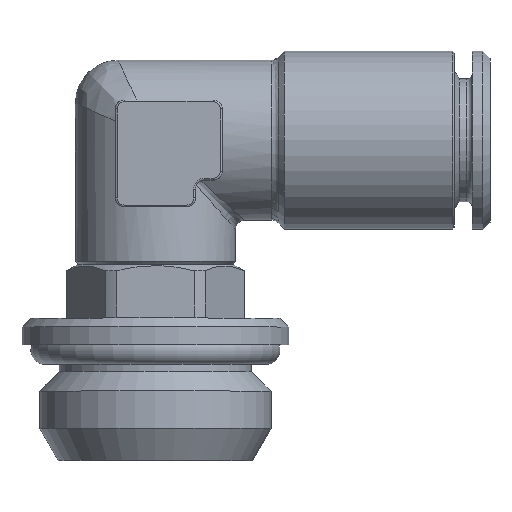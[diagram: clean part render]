
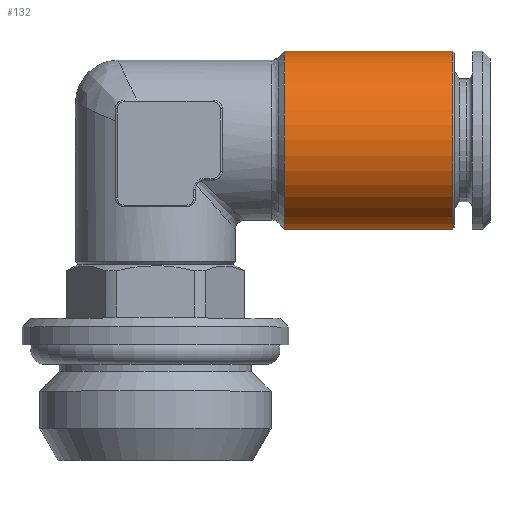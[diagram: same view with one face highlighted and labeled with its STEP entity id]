
A CAD part, top view. The second image highlights one B-rep face of the part: STEP entity #132.
In plain terms, the highlighted cylindrical face has radius 5 mm (diameter 10 mm), a full revolution.
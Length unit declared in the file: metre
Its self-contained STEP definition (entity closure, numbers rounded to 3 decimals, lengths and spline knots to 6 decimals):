
#132 = ADVANCED_FACE( 'NONE', ( #359, #360 ), #361, .T. );
#359 = FACE_OUTER_BOUND( '', #718, .T. );
#360 = FACE_OUTER_BOUND( '', #719, .T. );
#361 = CYLINDRICAL_SURFACE( '', #720, 0.005 );
#718 = EDGE_LOOP( '', ( #1225 ) );
#719 = EDGE_LOOP( '', ( #1226 ) );
#720 = AXIS2_PLACEMENT_3D( '', #1227, #1228, #1229 );
#1225 = ORIENTED_EDGE( '', *, *, #2048, .T. );
#1226 = ORIENTED_EDGE( '', *, *, #2049, .T. );
#1227 = CARTESIAN_POINT( '', ( 0., 0., 0. ) );
#1228 = DIRECTION( '', ( 1., 0., 0. ) );
#1229 = DIRECTION( '', ( 0., 0., 1. ) );
#2048 = EDGE_CURVE( 'NONE', #2370, #2370, #2371, .T. );
#2049 = EDGE_CURVE( 'NONE', #2372, #2372, #2373, .T. );
#2370 = VERTEX_POINT( '', #2854 );
#2371 = CIRCLE( '', #2855, 0.005 );
#2372 = VERTEX_POINT( '', #2856 );
#2373 = CIRCLE( '', #2857, 0.005 );
#2854 = CARTESIAN_POINT( '', ( 0.00725, 0., -0.005 ) );
#2855 = AXIS2_PLACEMENT_3D( '', #3667, #3668, #3669 );
#2856 = CARTESIAN_POINT( '', ( 0.0167, 0., 0.005 ) );
#2857 = AXIS2_PLACEMENT_3D( '', #3670, #3671, #3672 );
#3667 = CARTESIAN_POINT( '', ( 0.00725, 0., 0. ) );
#3668 = DIRECTION( '', ( 1., 0., 0. ) );
#3669 = DIRECTION( '', ( 0., 0., -1. ) );
#3670 = CARTESIAN_POINT( '', ( 0.0167, 0., 0. ) );
#3671 = DIRECTION( '', ( -1., 0., 0. ) );
#3672 = DIRECTION( '', ( 0., 0., 1. ) );
